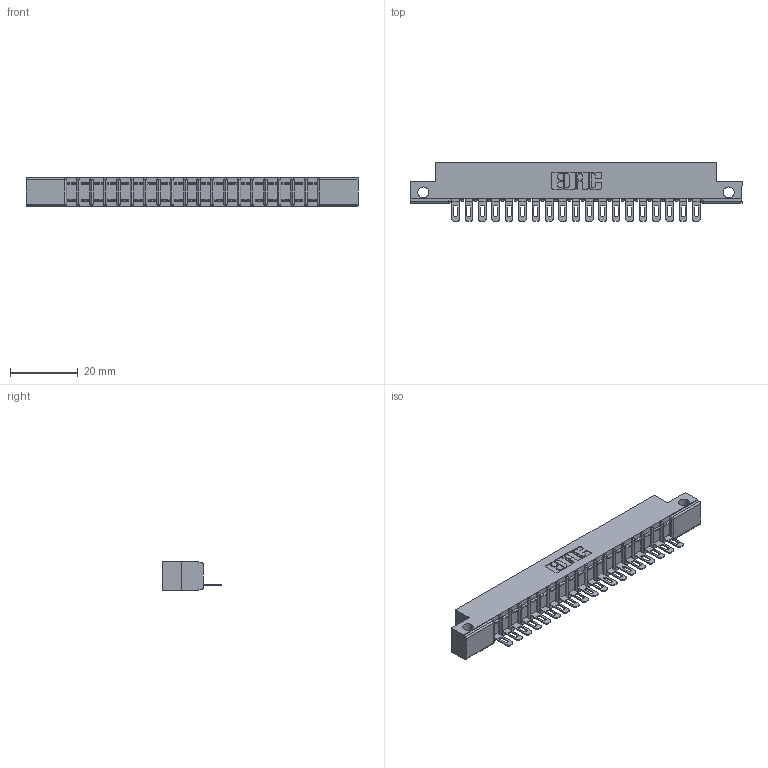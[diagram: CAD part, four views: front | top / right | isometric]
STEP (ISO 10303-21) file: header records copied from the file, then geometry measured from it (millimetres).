
FILE_DESCRIPTION (( 'STEP AP203' ), '1' );
FILE_NAME ('307-019-501-112.STEP', '2018-08-04T00:15:12', ( '' ), ( '' ), 'SwSTEP 2.0', 'SolidWorks 2016', '' );
FILE_SCHEMA (( 'CONFIG_CONTROL_DESIGN' ));
Length unit declared in the file: inch
Products named in the file (3): 307 Part_.128 Dia Side Mounting Holes; 307-290-002_501; 307-019-501-112
Assembly tree (20 placements, depth 2):
  307-019-501-112
    307 Part_.128 Dia Side Mounting Holes
    307-290-002_501  x19
Bounding box: 98.3 x 17.42 x 8.71 mm (x, y, z)
Volume: 6428.5 mm3; surface area: 11515.9 mm2
Topology: 20 solids, 20 shells, 1582 faces, 4845 edges, 3174 vertices
Faces by surface type: plane 906, cylinder 636, sphere 40
Entity records: 19920 total; most frequent: CARTESIAN_POINT 3356, ORIENTED_EDGE 3346, DIRECTION 3275, EDGE_CURVE 1673, LINE 1265, VECTOR 1265, VERTEX_POINT 1086, AXIS2_PLACEMENT_3D 1005
